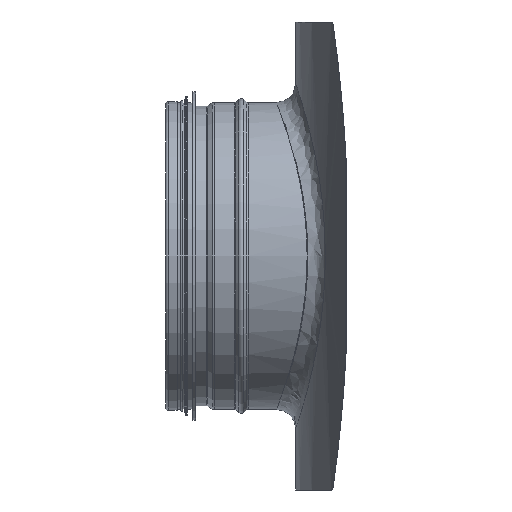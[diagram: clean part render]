
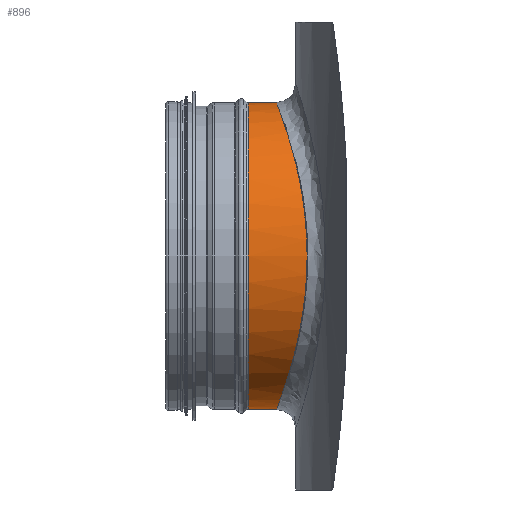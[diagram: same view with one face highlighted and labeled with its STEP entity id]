
A CAD part, left-side view. The second image highlights one B-rep face of the part: STEP entity #896.
In plain terms, the highlighted cylindrical face has radius 79 mm (diameter 158 mm), a full revolution.
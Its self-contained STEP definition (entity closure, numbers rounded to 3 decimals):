
#653=CARTESIAN_POINT('',(-79.,243.095,0.));
#654=VERTEX_POINT('',#653);
#662=CARTESIAN_POINT('',(-79.001,243.095,0.));
#663=CARTESIAN_POINT('',(-79.001,243.095,-5.954));
#664=CARTESIAN_POINT('',(-77.643,243.662,-17.862));
#665=CARTESIAN_POINT('',(-69.725,246.785,-40.338));
#666=CARTESIAN_POINT('',(-53.494,252.258,-60.631));
#667=CARTESIAN_POINT('',(-29.483,257.153,-74.571));
#668=CARTESIAN_POINT('',(-6.053,259.262,-79.984));
#669=CARTESIAN_POINT('',(18.001,258.536,-78.157));
#670=CARTESIAN_POINT('',(40.244,255.238,-69.346));
#671=CARTESIAN_POINT('',(58.756,250.502,-54.535));
#672=CARTESIAN_POINT('',(72.159,245.879,-34.958));
#673=CARTESIAN_POINT('',(79.296,242.975,-12.068));
#674=CARTESIAN_POINT('',(79.295,242.978,12.068));
#675=CARTESIAN_POINT('',(72.16,245.878,34.959));
#676=CARTESIAN_POINT('',(58.756,250.503,54.535));
#677=CARTESIAN_POINT('',(40.244,255.238,69.346));
#678=CARTESIAN_POINT('',(18.,258.536,78.157));
#679=CARTESIAN_POINT('',(-6.053,259.262,79.984));
#680=CARTESIAN_POINT('',(-29.483,257.153,74.571));
#681=CARTESIAN_POINT('',(-53.494,252.258,60.631));
#682=CARTESIAN_POINT('',(-69.725,246.785,40.338));
#683=CARTESIAN_POINT('',(-77.643,243.663,17.862));
#684=CARTESIAN_POINT('',(-79.001,243.095,5.954));
#685=CARTESIAN_POINT('',(-79.001,243.095,0.));
#686=B_SPLINE_CURVE_WITH_KNOTS('',3,(#662,#663,#664,#665,#666,#667,#668,#669,#670,#671,#672,#673,#674,#675,#676,#677,#678,#679,#680,#681,#682,#683,#684,#685),.UNSPECIFIED.,.T.,.U.,(4,1,1,1,1,1,1,1,1,1,1,1,1,1,1,1,1,1,1,1,1,4),(0.0,1.713,3.427,6.853,9.138,11.422,13.707,15.991,18.276,20.56,22.845,25.129,27.414,29.698,31.983,34.267,36.551,38.836,41.12,44.547,46.26,47.974),.UNSPECIFIED.);
#687=EDGE_CURVE('',#654,#654,#686,.T.);
#877=CARTESIAN_POINT('',(0.,254.75,0.0));
#878=DIRECTION('',(0.,1.0,0.0));
#879=DIRECTION('',(-1.0,0.0,0.0));
#880=AXIS2_PLACEMENT_3D('',#877,#878,#879);
#881=CYLINDRICAL_SURFACE('',#880,79.);
#882=CARTESIAN_POINT('',(-79.,273.5,0.0));
#883=VERTEX_POINT('',#882);
#884=CARTESIAN_POINT('',(0.,273.5,0.0));
#885=DIRECTION('',(0.0,1.0,0.0));
#886=DIRECTION('',(-1.0,0.0,0.0));
#887=AXIS2_PLACEMENT_3D('',#884,#885,#886);
#888=CIRCLE('',#887,79.);
#889=EDGE_CURVE('',#883,#883,#888,.T.);
#890=ORIENTED_EDGE('',*,*,#889,.F.);
#891=EDGE_LOOP('',(#890));
#892=FACE_OUTER_BOUND('',#891,.T.);
#893=ORIENTED_EDGE('',*,*,#687,.F.);
#894=EDGE_LOOP('',(#893));
#895=FACE_BOUND('',#894,.T.);
#896=ADVANCED_FACE('',(#892,#895),#881,.T.);
